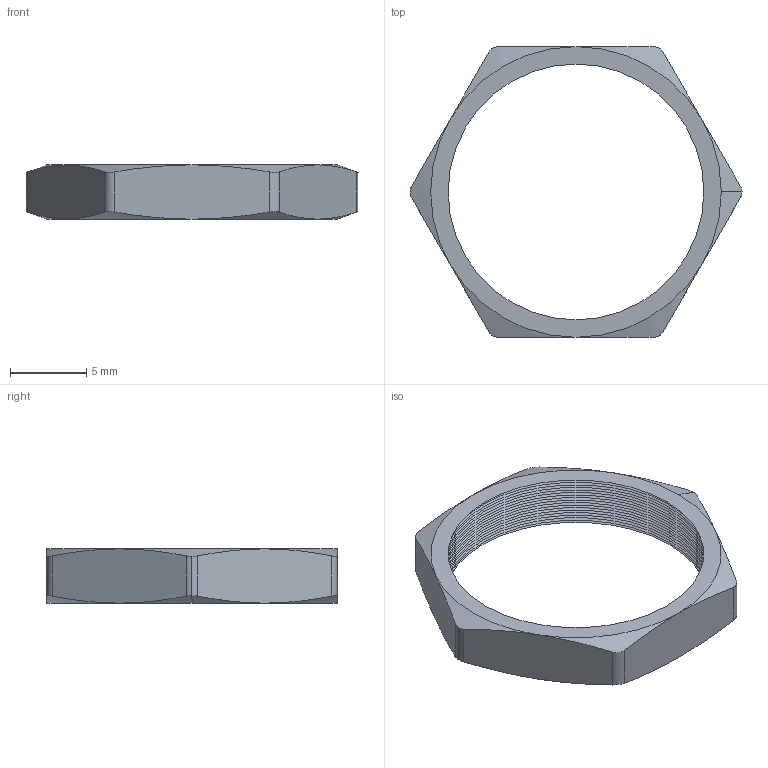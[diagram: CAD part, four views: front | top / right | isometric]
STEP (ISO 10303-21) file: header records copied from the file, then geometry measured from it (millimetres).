
FILE_DESCRIPTION (( 'STEP AP203' ), '1' );
FILE_NAME ('NN-09-BR.STEP', '2008-04-02T05:41:00', ( 'Baystate-05' ), ( 'BayState InfoTech' ), 'SwSTEP 2.0', 'SolidWorks 2007', '' );
FILE_SCHEMA (( 'CONFIG_CONTROL_DESIGN' ));
Length unit declared in the file: inch
Products named in the file (1): NN-09-BR
Bounding box: 21.76 x 19.05 x 3.56 mm (x, y, z)
Volume: 268 mm3; surface area: 774.6 mm2
Topology: 1 solids, 1 shells, 97 faces, 206 edges, 111 vertices
Faces by surface type: cone 82, plane 8, cylinder 7
Entity records: 2720 total; most frequent: CARTESIAN_POINT 598, DIRECTION 447, ORIENTED_EDGE 412, EDGE_CURVE 206, AXIS2_PLACEMENT_3D 182, VERTEX_POINT 111, EDGE_LOOP 99, ADVANCED_FACE 97
